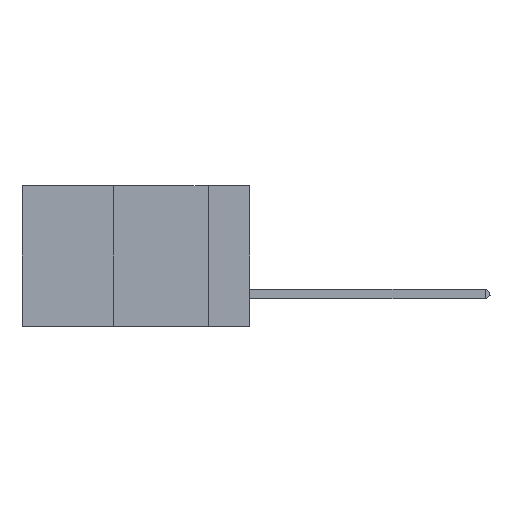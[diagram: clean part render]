
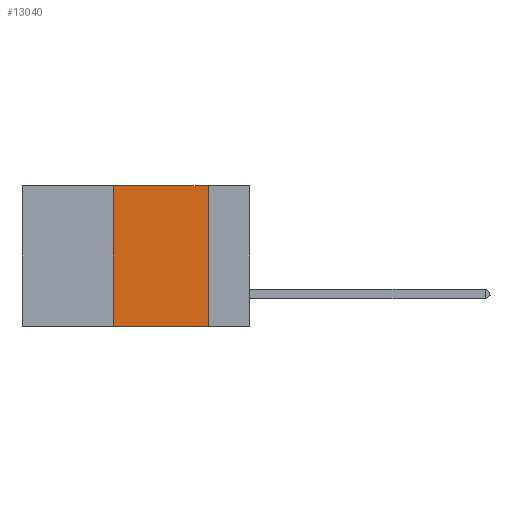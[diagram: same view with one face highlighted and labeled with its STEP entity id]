
A CAD part, left-side view. The second image highlights one B-rep face of the part: STEP entity #13040.
In plain terms, the highlighted planar face has unit normal (-1, 0, 0).
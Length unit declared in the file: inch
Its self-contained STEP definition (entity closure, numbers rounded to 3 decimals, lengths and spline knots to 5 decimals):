
#175 = DIRECTION ( 'NONE',  ( 0., -1., 0. ) ) ;
#595 = CARTESIAN_POINT ( 'NONE',  ( 0., 0.11, -0.37 ) ) ;
#1044 = CARTESIAN_POINT ( 'NONE',  ( 0., 0.36, -0.37 ) ) ;
#1483 = CARTESIAN_POINT ( 'NONE',  ( 0., 0.11, 0. ) ) ;
#1550 = VECTOR ( 'NONE', #7165, 39.37008 ) ;
#2903 = CARTESIAN_POINT ( 'NONE',  ( 0., 0.6, 0. ) ) ;
#4054 = CARTESIAN_POINT ( 'NONE',  ( 0., 0.36, 0. ) ) ;
#4095 = PLANE ( 'NONE',  #12988 ) ;
#4386 = ORIENTED_EDGE ( 'NONE', *, *, #12201, .F. ) ;
#4951 = LINE ( 'NONE', #13295, #9911 ) ;
#4972 = VECTOR ( 'NONE', #9059, 39.37008 ) ;
#6085 = EDGE_CURVE ( 'NONE', #8429, #7195, #12773, .T. ) ;
#6268 = EDGE_CURVE ( 'NONE', #8162, #11332, #11413, .T. ) ;
#6739 = FACE_OUTER_BOUND ( 'NONE', #7125, .T. ) ;
#7125 = EDGE_LOOP ( 'NONE', ( #13508, #9600, #4386, #10543 ) ) ;
#7165 = DIRECTION ( 'NONE',  ( 0., -1., 0. ) ) ;
#7195 = VERTEX_POINT ( 'NONE', #595 ) ;
#8162 = VERTEX_POINT ( 'NONE', #4054 ) ;
#8221 = DIRECTION ( 'NONE',  ( 1., 0., 0. ) ) ;
#8274 = VECTOR ( 'NONE', #175, 39.37008 ) ;
#8429 = VERTEX_POINT ( 'NONE', #1044 ) ;
#8927 = LINE ( 'NONE', #12365, #4972 ) ;
#8965 = DIRECTION ( 'NONE',  ( 0., 0., 1. ) ) ;
#9059 = DIRECTION ( 'NONE',  ( 0., 0., -1. ) ) ;
#9230 = DIRECTION ( 'NONE',  ( 0., 0., -1. ) ) ;
#9387 = CARTESIAN_POINT ( 'NONE',  ( 0., 0.6, -0.37 ) ) ;
#9600 = ORIENTED_EDGE ( 'NONE', *, *, #6268, .F. ) ;
#9911 = VECTOR ( 'NONE', #8965, 39.37008 ) ;
#10543 = ORIENTED_EDGE ( 'NONE', *, *, #6085, .T. ) ;
#10755 = CARTESIAN_POINT ( 'NONE',  ( 0., 0.6, 0. ) ) ;
#11332 = VERTEX_POINT ( 'NONE', #1483 ) ;
#11413 = LINE ( 'NONE', #10755, #8274 ) ;
#11493 = EDGE_CURVE ( 'NONE', #11332, #7195, #8927, .T. ) ;
#12201 = EDGE_CURVE ( 'NONE', #8429, #8162, #4951, .T. ) ;
#12365 = CARTESIAN_POINT ( 'NONE',  ( 0., 0.11, 0. ) ) ;
#12773 = LINE ( 'NONE', #9387, #1550 ) ;
#12988 = AXIS2_PLACEMENT_3D ( 'NONE', #2903, #8221, #9230 ) ;
#13040 = ADVANCED_FACE ( 'NONE', ( #6739 ), #4095, .F. ) ;
#13295 = CARTESIAN_POINT ( 'NONE',  ( 0., 0.36, 0. ) ) ;
#13508 = ORIENTED_EDGE ( 'NONE', *, *, #11493, .F. ) ;
